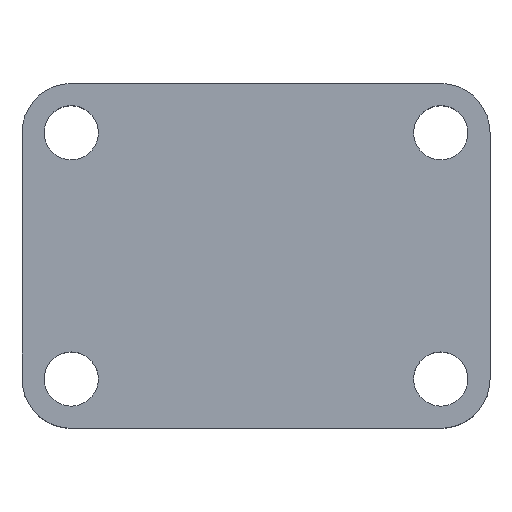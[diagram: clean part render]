
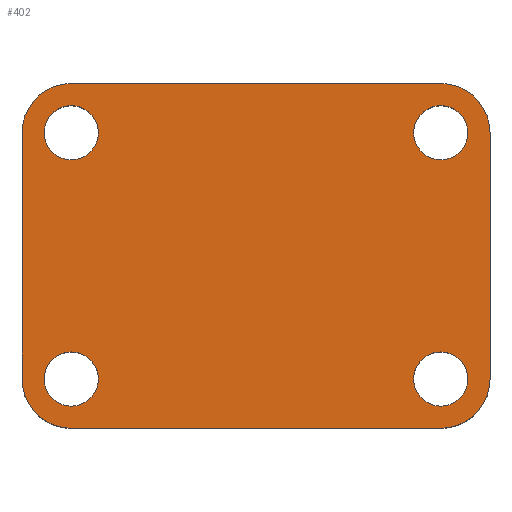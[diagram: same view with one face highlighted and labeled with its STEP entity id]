
A CAD part, top view. The second image highlights one B-rep face of the part: STEP entity #402.
In plain terms, the highlighted planar face has unit normal (0, 0, 1).
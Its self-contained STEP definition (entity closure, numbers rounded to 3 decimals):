
#85=CARTESIAN_POINT('',(10.,60.,29.056));
#86=DIRECTION('',(0.,0.,-1.));
#87=DIRECTION('',(-1.,0.,0.));
#88=AXIS2_PLACEMENT_3D('',#85,#86,#87);
#90=CARTESIAN_POINT('',(10.,60.,29.056));
#91=DIRECTION('',(0.,0.,-1.));
#92=DIRECTION('',(1.,0.,0.));
#93=AXIS2_PLACEMENT_3D('',#90,#91,#92);
#95=CARTESIAN_POINT('',(85.,60.,29.056));
#96=DIRECTION('',(0.,0.,-1.));
#97=DIRECTION('',(-1.,0.,0.));
#98=AXIS2_PLACEMENT_3D('',#95,#96,#97);
#100=CARTESIAN_POINT('',(85.,60.,29.056));
#101=DIRECTION('',(0.,0.,-1.));
#102=DIRECTION('',(1.,0.,0.));
#103=AXIS2_PLACEMENT_3D('',#100,#101,#102);
#105=CARTESIAN_POINT('',(10.,10.,29.056));
#106=DIRECTION('',(0.,0.,-1.));
#107=DIRECTION('',(-1.,0.,0.));
#108=AXIS2_PLACEMENT_3D('',#105,#106,#107);
#110=CARTESIAN_POINT('',(10.,10.,29.056));
#111=DIRECTION('',(0.,0.,-1.));
#112=DIRECTION('',(1.,0.,0.));
#113=AXIS2_PLACEMENT_3D('',#110,#111,#112);
#115=CARTESIAN_POINT('',(85.,10.,29.056));
#116=DIRECTION('',(0.,0.,-1.));
#117=DIRECTION('',(-1.,0.,0.));
#118=AXIS2_PLACEMENT_3D('',#115,#116,#117);
#120=CARTESIAN_POINT('',(85.,10.,29.056));
#121=DIRECTION('',(0.,0.,-1.));
#122=DIRECTION('',(1.,0.,0.));
#123=AXIS2_PLACEMENT_3D('',#120,#121,#122);
#125=CARTESIAN_POINT('',(10.,60.,29.056));
#126=DIRECTION('',(0.,0.,1.));
#127=DIRECTION('',(0.,1.,0.));
#128=AXIS2_PLACEMENT_3D('',#125,#126,#127);
#130=DIRECTION('',(-1.,0.,0.));
#131=VECTOR('',#130,75.);
#132=CARTESIAN_POINT('',(85.,70.,29.056));
#133=LINE('',#132,#131);
#134=CARTESIAN_POINT('',(85.,60.,29.056));
#135=DIRECTION('',(0.,0.,1.));
#136=DIRECTION('',(1.,0.,0.));
#137=AXIS2_PLACEMENT_3D('',#134,#135,#136);
#139=DIRECTION('',(0.,1.,0.));
#140=VECTOR('',#139,50.);
#141=CARTESIAN_POINT('',(95.,10.,29.056));
#142=LINE('',#141,#140);
#143=CARTESIAN_POINT('',(85.,10.,29.056));
#144=DIRECTION('',(0.,0.,1.));
#145=DIRECTION('',(0.,-1.,0.));
#146=AXIS2_PLACEMENT_3D('',#143,#144,#145);
#148=DIRECTION('',(1.,0.,0.));
#149=VECTOR('',#148,75.);
#150=CARTESIAN_POINT('',(10.,0.,29.056));
#151=LINE('',#150,#149);
#152=CARTESIAN_POINT('',(10.,10.,29.056));
#153=DIRECTION('',(0.,0.,1.));
#154=DIRECTION('',(-1.,0.,0.));
#155=AXIS2_PLACEMENT_3D('',#152,#153,#154);
#157=DIRECTION('',(0.,-1.,0.));
#158=VECTOR('',#157,50.);
#159=CARTESIAN_POINT('',(0.,60.,29.056));
#160=LINE('',#159,#158);
#221=CARTESIAN_POINT('',(4.5,60.,29.056));
#222=CARTESIAN_POINT('',(15.5,60.,29.056));
#223=VERTEX_POINT('',#221);
#224=VERTEX_POINT('',#222);
#229=CARTESIAN_POINT('',(79.5,60.,29.056));
#230=CARTESIAN_POINT('',(90.5,60.,29.056));
#231=VERTEX_POINT('',#229);
#232=VERTEX_POINT('',#230);
#237=CARTESIAN_POINT('',(4.5,10.,29.056));
#238=CARTESIAN_POINT('',(15.5,10.,29.056));
#239=VERTEX_POINT('',#237);
#240=VERTEX_POINT('',#238);
#245=CARTESIAN_POINT('',(79.5,10.,29.056));
#246=CARTESIAN_POINT('',(90.5,10.,29.056));
#247=VERTEX_POINT('',#245);
#248=VERTEX_POINT('',#246);
#253=CARTESIAN_POINT('',(10.,70.,29.056));
#254=VERTEX_POINT('',#253);
#255=CARTESIAN_POINT('',(0.,60.,29.056));
#256=VERTEX_POINT('',#255);
#261=CARTESIAN_POINT('',(95.,60.,29.056));
#262=VERTEX_POINT('',#261);
#263=CARTESIAN_POINT('',(85.,70.,29.056));
#264=VERTEX_POINT('',#263);
#269=CARTESIAN_POINT('',(85.,0.,29.056));
#270=VERTEX_POINT('',#269);
#271=CARTESIAN_POINT('',(95.,10.,29.056));
#272=VERTEX_POINT('',#271);
#277=CARTESIAN_POINT('',(0.,10.,29.056));
#278=VERTEX_POINT('',#277);
#279=CARTESIAN_POINT('',(10.,0.,29.056));
#280=VERTEX_POINT('',#279);
#357=CARTESIAN_POINT('',(0.,0.,29.056));
#358=DIRECTION('',(0.,0.,1.));
#359=DIRECTION('',(1.,0.,0.));
#360=AXIS2_PLACEMENT_3D('',#357,#358,#359);
#361=PLANE('',#360);
#363=ORIENTED_EDGE('',*,*,#362,.F.);
#365=ORIENTED_EDGE('',*,*,#364,.F.);
#367=ORIENTED_EDGE('',*,*,#366,.F.);
#369=ORIENTED_EDGE('',*,*,#368,.F.);
#371=ORIENTED_EDGE('',*,*,#370,.F.);
#373=ORIENTED_EDGE('',*,*,#372,.F.);
#375=ORIENTED_EDGE('',*,*,#374,.F.);
#377=ORIENTED_EDGE('',*,*,#376,.F.);
#378=EDGE_LOOP('',(#363,#365,#367,#369,#371,#373,#375,#377));
#379=FACE_OUTER_BOUND('',#378,.F.);
#381=ORIENTED_EDGE('',*,*,#380,.F.);
#383=ORIENTED_EDGE('',*,*,#382,.F.);
#384=EDGE_LOOP('',(#381,#383));
#385=FACE_BOUND('',#384,.F.);
#387=ORIENTED_EDGE('',*,*,#386,.F.);
#389=ORIENTED_EDGE('',*,*,#388,.F.);
#390=EDGE_LOOP('',(#387,#389));
#391=FACE_BOUND('',#390,.F.);
#393=ORIENTED_EDGE('',*,*,#392,.F.);
#395=ORIENTED_EDGE('',*,*,#394,.F.);
#396=EDGE_LOOP('',(#393,#395));
#397=FACE_BOUND('',#396,.F.);
#398=ORIENTED_EDGE('',*,*,#337,.F.);
#399=ORIENTED_EDGE('',*,*,#351,.F.);
#400=EDGE_LOOP('',(#398,#399));
#401=FACE_BOUND('',#400,.F.);
#402=ADVANCED_FACE('',(#379,#385,#391,#397,#401),#361,.T.);
#89=CIRCLE('',#88,5.5);
#94=CIRCLE('',#93,5.5);
#99=CIRCLE('',#98,5.5);
#104=CIRCLE('',#103,5.5);
#109=CIRCLE('',#108,5.5);
#114=CIRCLE('',#113,5.5);
#119=CIRCLE('',#118,5.5);
#124=CIRCLE('',#123,5.5);
#129=CIRCLE('',#128,10.);
#138=CIRCLE('',#137,10.);
#147=CIRCLE('',#146,10.);
#156=CIRCLE('',#155,10.);
#337=EDGE_CURVE('',#223,#224,#89,.T.);
#351=EDGE_CURVE('',#224,#223,#94,.T.);
#362=EDGE_CURVE('',#254,#256,#129,.T.);
#364=EDGE_CURVE('',#264,#254,#133,.T.);
#366=EDGE_CURVE('',#262,#264,#138,.T.);
#368=EDGE_CURVE('',#272,#262,#142,.T.);
#370=EDGE_CURVE('',#270,#272,#147,.T.);
#372=EDGE_CURVE('',#280,#270,#151,.T.);
#374=EDGE_CURVE('',#278,#280,#156,.T.);
#376=EDGE_CURVE('',#256,#278,#160,.T.);
#380=EDGE_CURVE('',#231,#232,#99,.T.);
#382=EDGE_CURVE('',#232,#231,#104,.T.);
#386=EDGE_CURVE('',#239,#240,#109,.T.);
#388=EDGE_CURVE('',#240,#239,#114,.T.);
#392=EDGE_CURVE('',#247,#248,#119,.T.);
#394=EDGE_CURVE('',#248,#247,#124,.T.);
